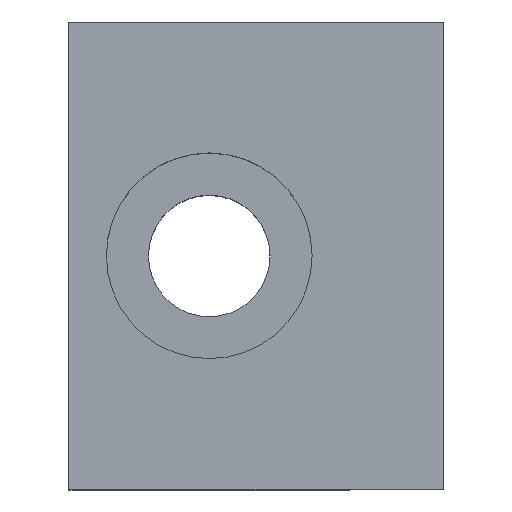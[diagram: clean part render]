
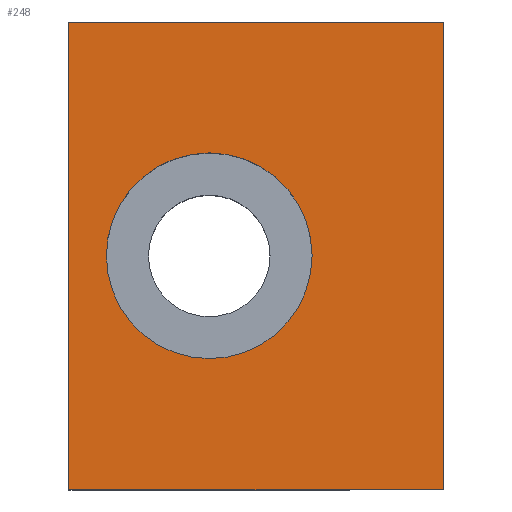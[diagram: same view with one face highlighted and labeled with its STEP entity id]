
A CAD part, top view. The second image highlights one B-rep face of the part: STEP entity #248.
In plain terms, the highlighted planar face has unit normal (0, 0, 1).
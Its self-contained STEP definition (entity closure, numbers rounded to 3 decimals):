
#31=LINE('',#403,#57);
#35=LINE('',#410,#61);
#36=LINE('',#413,#62);
#40=LINE('',#419,#66);
#57=VECTOR('',#334,10.);
#61=VECTOR('',#340,10.);
#62=VECTOR('',#343,10.);
#66=VECTOR('',#349,10.);
#71=FACE_BOUND('',#100,.T.);
#84=FACE_OUTER_BOUND('',#99,.T.);
#99=EDGE_LOOP('',(#219,#220,#221,#222));
#100=EDGE_LOOP('',(#223,#224));
#104=CIRCLE('',#274,5.5);
#105=CIRCLE('',#275,5.5);
#110=VERTEX_POINT('',#363);
#111=VERTEX_POINT('',#364);
#123=VERTEX_POINT('',#400);
#124=VERTEX_POINT('',#402);
#126=VERTEX_POINT('',#408);
#127=VERTEX_POINT('',#412);
#132=EDGE_CURVE('',#110,#111,#104,.T.);
#133=EDGE_CURVE('',#111,#110,#105,.T.);
#151=EDGE_CURVE('',#123,#124,#31,.T.);
#155=EDGE_CURVE('',#126,#123,#35,.T.);
#156=EDGE_CURVE('',#124,#127,#36,.T.);
#160=EDGE_CURVE('',#127,#126,#40,.T.);
#219=ORIENTED_EDGE('',*,*,#156,.F.);
#220=ORIENTED_EDGE('',*,*,#151,.F.);
#221=ORIENTED_EDGE('',*,*,#155,.F.);
#222=ORIENTED_EDGE('',*,*,#160,.F.);
#223=ORIENTED_EDGE('',*,*,#132,.T.);
#224=ORIENTED_EDGE('',*,*,#133,.T.);
#235=PLANE('',#287);
#248=ADVANCED_FACE('',(#84,#71),#235,.T.);
#274=AXIS2_PLACEMENT_3D('',#365,#300,#301);
#275=AXIS2_PLACEMENT_3D('',#366,#302,#303);
#287=AXIS2_PLACEMENT_3D('',#421,#352,#353);
#300=DIRECTION('center_axis',(0.,0.,-1.));
#301=DIRECTION('ref_axis',(1.,0.,0.));
#302=DIRECTION('center_axis',(0.,0.,-1.));
#303=DIRECTION('ref_axis',(1.,0.,0.));
#334=DIRECTION('',(-1.,0.,0.));
#340=DIRECTION('',(0.,-1.,0.));
#343=DIRECTION('',(0.,1.,0.));
#349=DIRECTION('',(1.,0.,0.));
#352=DIRECTION('center_axis',(0.,0.,1.));
#353=DIRECTION('ref_axis',(1.,0.,0.));
#363=CARTESIAN_POINT('',(13.,0.,15.));
#364=CARTESIAN_POINT('',(2.,0.,15.));
#365=CARTESIAN_POINT('Origin',(7.5,0.,15.));
#366=CARTESIAN_POINT('Origin',(7.5,0.,15.));
#400=CARTESIAN_POINT('',(20.,-12.5,15.));
#402=CARTESIAN_POINT('',(0.,-12.5,15.));
#403=CARTESIAN_POINT('',(0.,-12.5,15.));
#408=CARTESIAN_POINT('',(20.,12.5,15.));
#410=CARTESIAN_POINT('',(20.,-12.5,15.));
#412=CARTESIAN_POINT('',(0.,12.5,15.));
#413=CARTESIAN_POINT('',(0.,12.5,15.));
#419=CARTESIAN_POINT('',(20.,12.5,15.));
#421=CARTESIAN_POINT('Origin',(10.,0.,15.));
